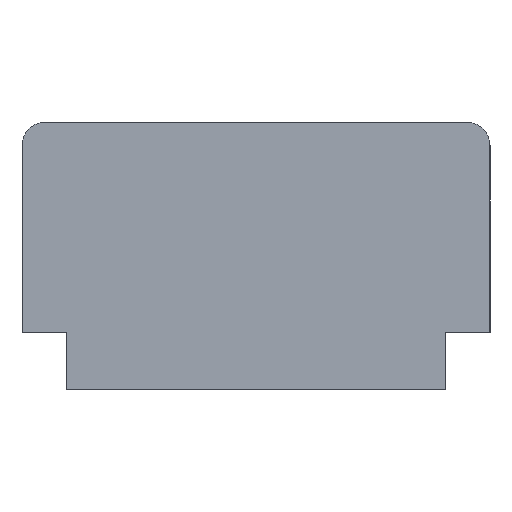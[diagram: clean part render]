
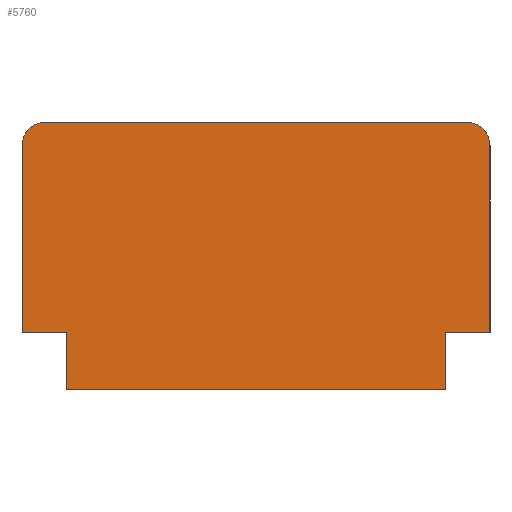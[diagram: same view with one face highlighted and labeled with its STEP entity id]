
A CAD part, left-side view. The second image highlights one B-rep face of the part: STEP entity #5760.
In plain terms, the highlighted planar face has unit normal (-1, 0, 0).
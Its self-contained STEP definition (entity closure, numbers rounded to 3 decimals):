
#1412=CIRCLE('',#6032,0.45);
#1413=CIRCLE('',#6035,0.45);
#1668=FACE_OUTER_BOUND('',#1906,.T.);
#1906=EDGE_LOOP('',(#4413,#4414,#4415,#4416,#4417,#4418,#4419,#4420,#4421,
#4422));
#2189=LINE('',#8805,#2614);
#2213=LINE('',#8853,#2638);
#2214=LINE('',#8857,#2639);
#2215=LINE('',#8859,#2640);
#2216=LINE('',#8861,#2641);
#2217=LINE('',#8863,#2642);
#2218=LINE('',#8865,#2643);
#2219=LINE('',#8866,#2644);
#2614=VECTOR('',#6573,10.);
#2638=VECTOR('',#6599,10.);
#2639=VECTOR('',#6602,10.);
#2640=VECTOR('',#6603,10.);
#2641=VECTOR('',#6604,10.);
#2642=VECTOR('',#6605,10.);
#2643=VECTOR('',#6606,10.);
#2644=VECTOR('',#6607,10.);
#3195=VERTEX_POINT('',#8798);
#3196=VERTEX_POINT('',#8800);
#3197=VERTEX_POINT('',#8804);
#3220=VERTEX_POINT('',#8852);
#3221=VERTEX_POINT('',#8854);
#3222=VERTEX_POINT('',#8856);
#3223=VERTEX_POINT('',#8858);
#3224=VERTEX_POINT('',#8860);
#3225=VERTEX_POINT('',#8862);
#3226=VERTEX_POINT('',#8864);
#3663=EDGE_CURVE('',#3195,#3196,#1412,.T.);
#3665=EDGE_CURVE('',#3197,#3196,#2189,.T.);
#3689=EDGE_CURVE('',#3195,#3220,#2213,.T.);
#3690=EDGE_CURVE('',#3221,#3220,#1413,.T.);
#3691=EDGE_CURVE('',#3221,#3222,#2214,.T.);
#3692=EDGE_CURVE('',#3222,#3223,#2215,.T.);
#3693=EDGE_CURVE('',#3223,#3224,#2216,.T.);
#3694=EDGE_CURVE('',#3224,#3225,#2217,.T.);
#3695=EDGE_CURVE('',#3225,#3226,#2218,.T.);
#3696=EDGE_CURVE('',#3226,#3197,#2219,.T.);
#4413=ORIENTED_EDGE('',*,*,#3663,.F.);
#4414=ORIENTED_EDGE('',*,*,#3689,.T.);
#4415=ORIENTED_EDGE('',*,*,#3690,.F.);
#4416=ORIENTED_EDGE('',*,*,#3691,.T.);
#4417=ORIENTED_EDGE('',*,*,#3692,.T.);
#4418=ORIENTED_EDGE('',*,*,#3693,.T.);
#4419=ORIENTED_EDGE('',*,*,#3694,.T.);
#4420=ORIENTED_EDGE('',*,*,#3695,.T.);
#4421=ORIENTED_EDGE('',*,*,#3696,.T.);
#4422=ORIENTED_EDGE('',*,*,#3665,.T.);
#5608=PLANE('',#6034);
#5760=ADVANCED_FACE('',(#1668),#5608,.T.);
#6032=AXIS2_PLACEMENT_3D('',#8801,#6568,#6569);
#6034=AXIS2_PLACEMENT_3D('',#8851,#6597,#6598);
#6035=AXIS2_PLACEMENT_3D('',#8855,#6600,#6601);
#6568=DIRECTION('center_axis',(1.,0.,0.));
#6569=DIRECTION('ref_axis',(0.,-0.707,0.707));
#6573=DIRECTION('',(0.,0.,1.));
#6597=DIRECTION('center_axis',(-1.,0.,0.));
#6598=DIRECTION('ref_axis',(0.,0.,1.));
#6599=DIRECTION('',(0.,1.,0.));
#6600=DIRECTION('center_axis',(1.,0.,0.));
#6601=DIRECTION('ref_axis',(0.,0.707,0.707));
#6602=DIRECTION('',(0.,0.,-1.));
#6603=DIRECTION('',(0.,-1.,0.));
#6604=DIRECTION('',(0.,0.,-1.));
#6605=DIRECTION('',(0.,-1.,0.));
#6606=DIRECTION('',(0.,0.,1.));
#6607=DIRECTION('',(0.,-1.,0.));
#8798=CARTESIAN_POINT('',(-16.5,-7.2,1.65));
#8800=CARTESIAN_POINT('',(-16.5,-7.65,1.2));
#8801=CARTESIAN_POINT('Origin',(-16.5,-7.2,1.2));
#8804=CARTESIAN_POINT('',(-16.5,-7.65,-2.4));
#8805=CARTESIAN_POINT('',(-16.5,-7.65,-2.4));
#8851=CARTESIAN_POINT('Origin',(-16.5,-3.15,-0.925));
#8852=CARTESIAN_POINT('',(-16.5,0.9,1.65));
#8853=CARTESIAN_POINT('',(-16.5,-7.2,1.65));
#8854=CARTESIAN_POINT('',(-16.5,1.35,1.2));
#8855=CARTESIAN_POINT('Origin',(-16.5,0.9,1.2));
#8856=CARTESIAN_POINT('',(-16.5,1.35,-2.4));
#8857=CARTESIAN_POINT('',(-16.5,1.35,1.2));
#8858=CARTESIAN_POINT('',(-16.5,0.5,-2.4));
#8859=CARTESIAN_POINT('',(-16.5,1.35,-2.4));
#8860=CARTESIAN_POINT('',(-16.5,0.5,-3.5));
#8861=CARTESIAN_POINT('',(-16.5,0.5,-1.655));
#8862=CARTESIAN_POINT('',(-16.5,-6.8,-3.5));
#8863=CARTESIAN_POINT('',(-16.5,0.5,-3.5));
#8864=CARTESIAN_POINT('',(-16.5,-6.8,-2.4));
#8865=CARTESIAN_POINT('',(-16.5,-6.8,-3.5));
#8866=CARTESIAN_POINT('',(-16.5,-6.8,-2.4));
